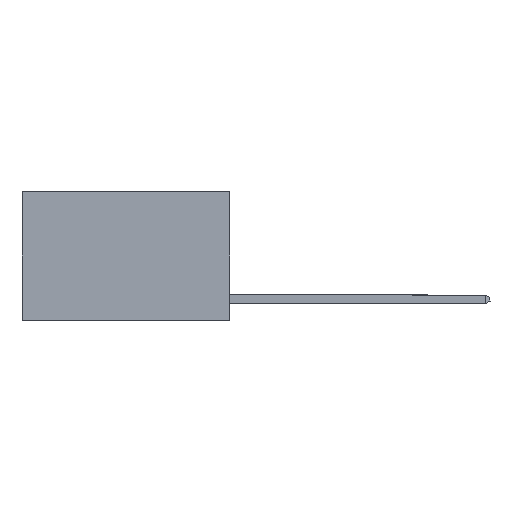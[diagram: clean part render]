
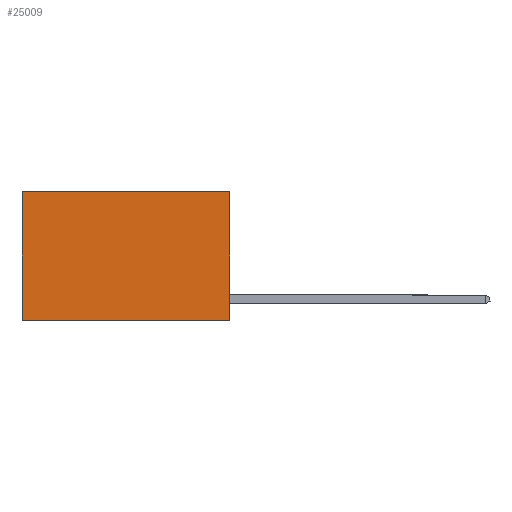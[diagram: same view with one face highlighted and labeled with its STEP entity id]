
A CAD part, left-side view. The second image highlights one B-rep face of the part: STEP entity #25009.
In plain terms, the highlighted planar face has unit normal (-1, 0, 0).
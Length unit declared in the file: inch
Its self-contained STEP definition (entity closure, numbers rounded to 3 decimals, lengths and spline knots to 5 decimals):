
#298 = LINE ( 'NONE', #28537, #18014 ) ;
#775 = EDGE_CURVE ( 'NONE', #21567, #21404, #12174, .T. ) ;
#2160 = EDGE_CURVE ( 'NONE', #5014, #5890, #10632, .T. ) ;
#4455 = PLANE ( 'NONE',  #20155 ) ;
#4784 = ORIENTED_EDGE ( 'NONE', *, *, #775, .T. ) ;
#5014 = VERTEX_POINT ( 'NONE', #27214 ) ;
#5890 = VERTEX_POINT ( 'NONE', #7408 ) ;
#6021 = VECTOR ( 'NONE', #16638, 39.37008 ) ;
#6774 = DIRECTION ( 'NONE',  ( 0., 0., -1. ) ) ;
#7304 = EDGE_CURVE ( 'NONE', #21404, #5890, #298, .T. ) ;
#7408 = CARTESIAN_POINT ( 'NONE',  ( 0.2625, 0.6, -0.37 ) ) ;
#9172 = VECTOR ( 'NONE', #20238, 39.37008 ) ;
#9669 = CARTESIAN_POINT ( 'NONE',  ( 0.2625, 0., 0. ) ) ;
#10308 = CARTESIAN_POINT ( 'NONE',  ( 0.2625, 0., -0.37 ) ) ;
#10632 = LINE ( 'NONE', #10308, #27464 ) ;
#12174 = LINE ( 'NONE', #9669, #6021 ) ;
#13660 = EDGE_LOOP ( 'NONE', ( #22045, #24118, #18527, #4784 ) ) ;
#14078 = FACE_OUTER_BOUND ( 'NONE', #13660, .T. ) ;
#15311 = LINE ( 'NONE', #29243, #9172 ) ;
#16299 = EDGE_CURVE ( 'NONE', #21567, #5014, #15311, .T. ) ;
#16638 = DIRECTION ( 'NONE',  ( 0., 1., 0. ) ) ;
#18014 = VECTOR ( 'NONE', #26290, 39.37008 ) ;
#18527 = ORIENTED_EDGE ( 'NONE', *, *, #16299, .F. ) ;
#19965 = CARTESIAN_POINT ( 'NONE',  ( 0.2625, 0., 0. ) ) ;
#20155 = AXIS2_PLACEMENT_3D ( 'NONE', #25083, #20562, #6774 ) ;
#20238 = DIRECTION ( 'NONE',  ( 0., 0., -1. ) ) ;
#20562 = DIRECTION ( 'NONE',  ( 1., 0., 0. ) ) ;
#21404 = VERTEX_POINT ( 'NONE', #21673 ) ;
#21567 = VERTEX_POINT ( 'NONE', #19965 ) ;
#21673 = CARTESIAN_POINT ( 'NONE',  ( 0.2625, 0.6, 0. ) ) ;
#22045 = ORIENTED_EDGE ( 'NONE', *, *, #7304, .T. ) ;
#24118 = ORIENTED_EDGE ( 'NONE', *, *, #2160, .F. ) ;
#25009 = ADVANCED_FACE ( 'NONE', ( #14078 ), #4455, .F. ) ;
#25083 = CARTESIAN_POINT ( 'NONE',  ( 0.2625, 0., 0. ) ) ;
#26290 = DIRECTION ( 'NONE',  ( 0., 0., -1. ) ) ;
#27214 = CARTESIAN_POINT ( 'NONE',  ( 0.2625, 0., -0.37 ) ) ;
#27464 = VECTOR ( 'NONE', #28595, 39.37008 ) ;
#28537 = CARTESIAN_POINT ( 'NONE',  ( 0.2625, 0.6, 0. ) ) ;
#28595 = DIRECTION ( 'NONE',  ( 0., 1., 0. ) ) ;
#29243 = CARTESIAN_POINT ( 'NONE',  ( 0.2625, 0., 0. ) ) ;
